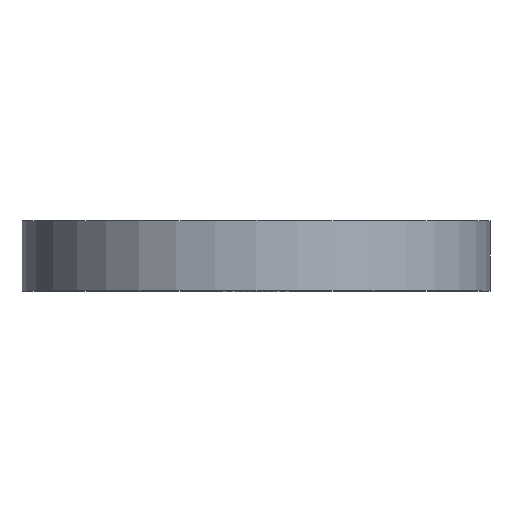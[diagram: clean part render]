
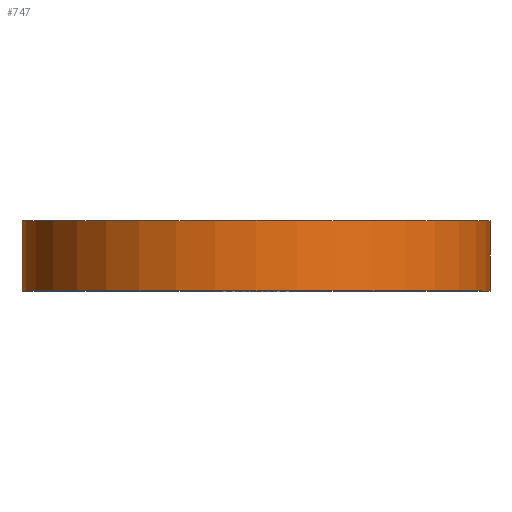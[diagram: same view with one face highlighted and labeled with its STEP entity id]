
A CAD part, top view. The second image highlights one B-rep face of the part: STEP entity #747.
In plain terms, the highlighted cylindrical face has radius 20 mm (diameter 40 mm), a full revolution.
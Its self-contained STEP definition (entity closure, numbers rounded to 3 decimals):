
#133=FACE_OUTER_BOUND('',#168,.T.);
#168=EDGE_LOOP('',(#528,#529,#530,#531));
#267=LINE('',#1159,#300);
#300=VECTOR('',#927,20.);
#331=CIRCLE('',#805,20.);
#332=CIRCLE('',#806,20.);
#355=VERTEX_POINT('',#1156);
#356=VERTEX_POINT('',#1158);
#425=EDGE_CURVE('',#355,#355,#331,.T.);
#426=EDGE_CURVE('',#355,#356,#267,.T.);
#427=EDGE_CURVE('',#356,#356,#332,.T.);
#528=ORIENTED_EDGE('',*,*,#425,.F.);
#529=ORIENTED_EDGE('',*,*,#426,.T.);
#530=ORIENTED_EDGE('',*,*,#427,.T.);
#531=ORIENTED_EDGE('',*,*,#426,.F.);
#714=CYLINDRICAL_SURFACE('',#804,20.);
#747=ADVANCED_FACE('',(#133),#714,.T.);
#804=AXIS2_PLACEMENT_3D('',#1155,#923,#924);
#805=AXIS2_PLACEMENT_3D('',#1157,#925,#926);
#806=AXIS2_PLACEMENT_3D('',#1160,#928,#929);
#923=DIRECTION('center_axis',(0.,1.,0.));
#924=DIRECTION('ref_axis',(1.,0.,0.));
#925=DIRECTION('center_axis',(0.,1.,0.));
#926=DIRECTION('ref_axis',(1.,0.,0.));
#927=DIRECTION('',(0.,-1.,0.));
#928=DIRECTION('center_axis',(0.,1.,0.));
#929=DIRECTION('ref_axis',(1.,0.,0.));
#1155=CARTESIAN_POINT('Origin',(0.,0.3,0.));
#1156=CARTESIAN_POINT('',(-20.,6.3,0.));
#1157=CARTESIAN_POINT('Origin',(0.,6.3,0.));
#1158=CARTESIAN_POINT('',(-20.,0.3,0.));
#1159=CARTESIAN_POINT('',(-20.,0.3,0.));
#1160=CARTESIAN_POINT('Origin',(0.,0.3,0.));
